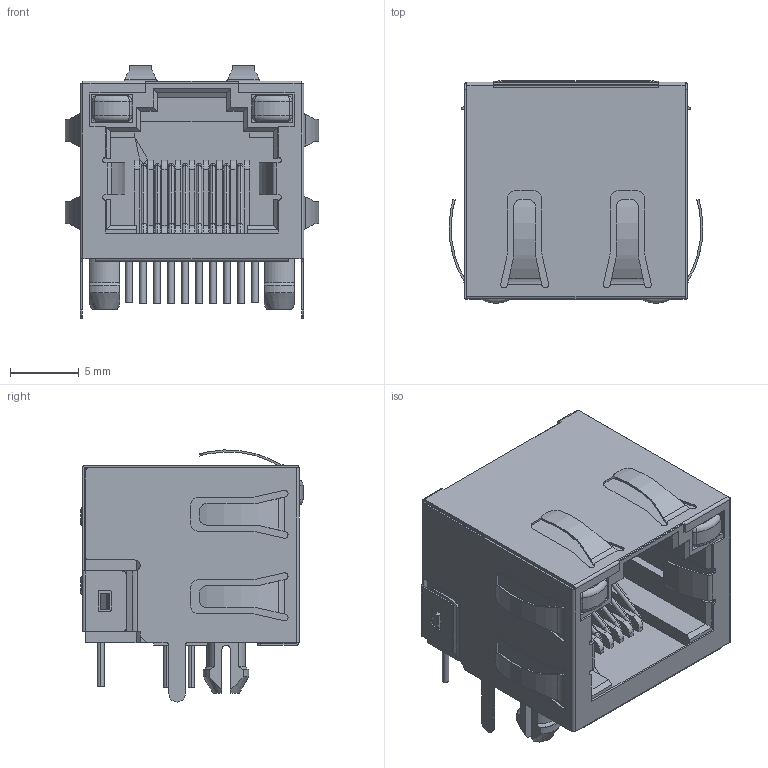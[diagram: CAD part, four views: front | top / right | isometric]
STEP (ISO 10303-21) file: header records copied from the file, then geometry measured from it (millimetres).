
FILE_DESCRIPTION((''),'2;1');
FILE_NAME('RJ45-TH_B-1-1','2022-11-30T16:49:43',('win'),(''),'CREO PARAMETRIC BY PTC INC, 2020033','CREO PARAMETRIC BY PTC INC, 2020033','');
FILE_SCHEMA(('AUTOMOTIVE_DESIGN { 1 0 10303 214 1 1 1 1 }'));
Length unit declared in the file: millimetre
Products named in the file (1): RJ45-TH_B-1-1
Bounding box: 18.46 x 16.14 x 18.33 mm (x, y, z)
Volume: 1733 mm3; surface area: 4608.8 mm2
Topology: 2 solids, 2 shells, 866 faces, 2351 edges, 1526 vertices
Faces by surface type: plane 458, cylinder 267, extrusion 73, torus 52, cone 8, sphere 8
Entity records: 34424 total; most frequent: CARTESIAN_POINT 6226, ORIENTED_EDGE 4702, DIRECTION 4292, EDGE_CURVE 2351, VECTOR 1602, LINE 1529, VERTEX_POINT 1526, AXIS2_PLACEMENT_3D 1345
